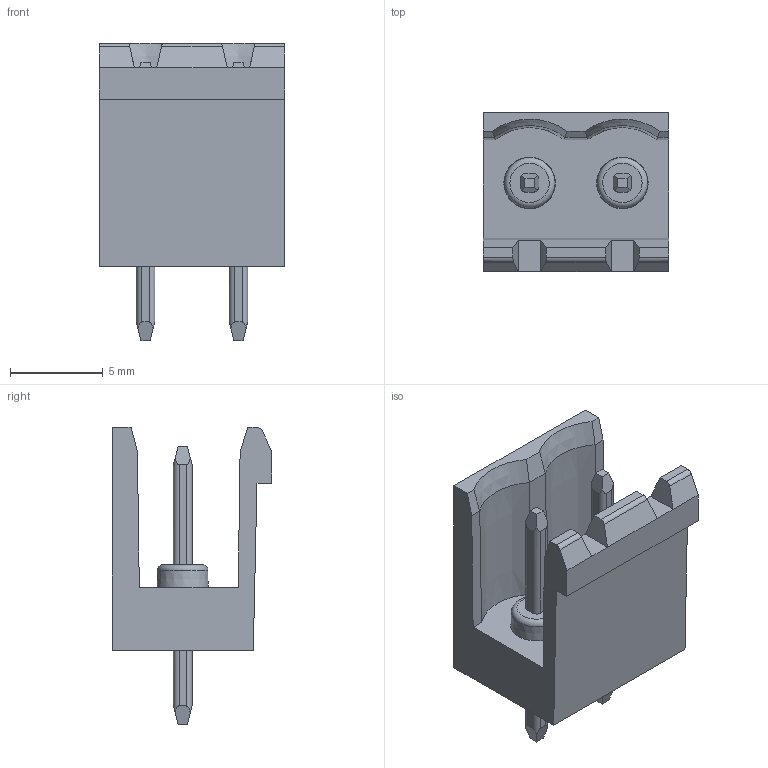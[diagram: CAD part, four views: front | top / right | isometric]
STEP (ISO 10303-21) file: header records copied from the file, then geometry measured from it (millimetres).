
FILE_DESCRIPTION(/* description */ (''),/* implementation_level */ '2;1');
FILE_NAME(/* name */ '2EDGV-5.0-02P-1Y-100AH.stp',/* time_stamp */ '2022-05-19T15:51:29+08:00',/* author */ (''),/* organization */ (''),/* preprocessor_version */ 'ST-DEVELOPER v16',/* originating_system */ 'SIEMENS PLM Software NX 10.0',/* authorisation */ '');
FILE_SCHEMA (('AUTOMOTIVE_DESIGN { 1 0 10303 214 3 1 1 1 }'));
Length unit declared in the file: millimetre
Products named in the file (1): 2EDGV-5.0-02P-1Y-100AH
Bounding box: 10 x 8.6 x 16 mm (x, y, z)
Volume: 472.4 mm3; surface area: 753.5 mm2
Topology: 1 solids, 1 shells, 96 faces, 260 edges, 172 vertices
Faces by surface type: plane 69, cylinder 19, cone 6, torus 2
Entity records: 2998 total; most frequent: CARTESIAN_POINT 527, DIRECTION 516, ORIENTED_EDGE 504, EDGE_CURVE 252, LINE 178, VECTOR 178, AXIS2_PLACEMENT_3D 169, VERTEX_POINT 168
